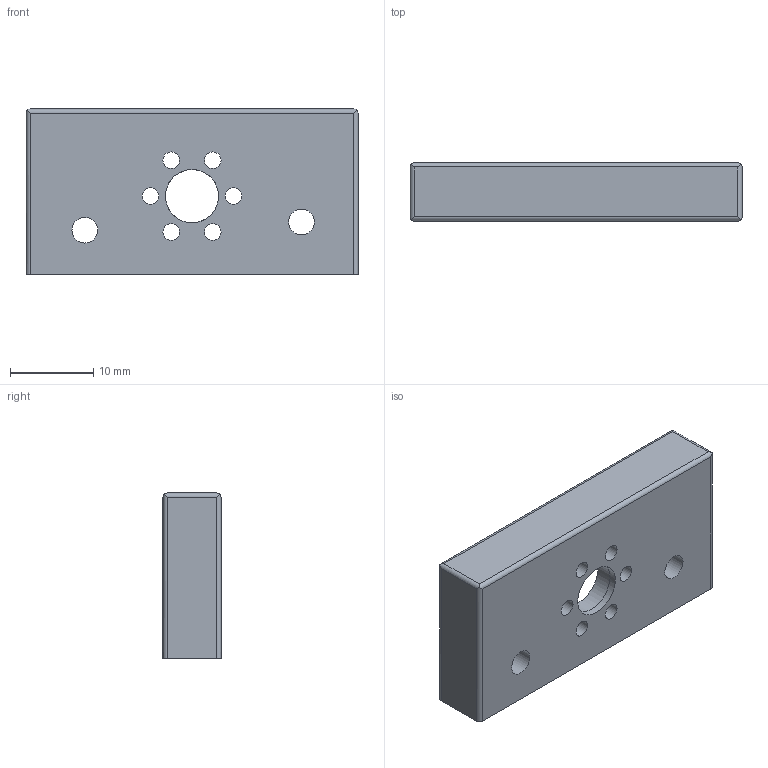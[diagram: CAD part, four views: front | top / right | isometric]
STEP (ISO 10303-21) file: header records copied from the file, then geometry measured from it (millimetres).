
FILE_DESCRIPTION(/* description */ ('Unknown'),/* implementation_level */ '2;1');
FILE_NAME(/* name */ 'Side_wall_L',/* time_stamp */ '2024-04-24T20:08:38+02:00',/* author */ ('Unknown'),/* organization */ ('Unknown'),/* preprocessor_version */ 'ST-DEVELOPER v18.1',/* originating_system */ 'Solid Edge',/* authorisation */ 'Unknown');
FILE_SCHEMA (('AUTOMOTIVE_DESIGN {1 0 10303 214 3 1 1}'));
Length unit declared in the file: millimetre
Products named in the file (1): Side_wall_L
Bounding box: 40 x 7 x 20 mm (x, y, z)
Volume: 4187.6 mm3; surface area: 2931.2 mm2
Topology: 1 solids, 1 shells, 45 faces, 121 edges, 79 vertices
Faces by surface type: cylinder 26, plane 18, bspline 1
Full cylindrical faces by diameter (mm): 2 x6, 2.9 x4, 3.1 x2, 6.4 x2, 18 x1
Entity records: 1426 total; most frequent: CARTESIAN_POINT 279, DIRECTION 236, ORIENTED_EDGE 204, EDGE_CURVE 102, AXIS2_PLACEMENT_3D 97, EDGE_LOOP 83, FACE_BOUND 83, VERTEX_POINT 75
